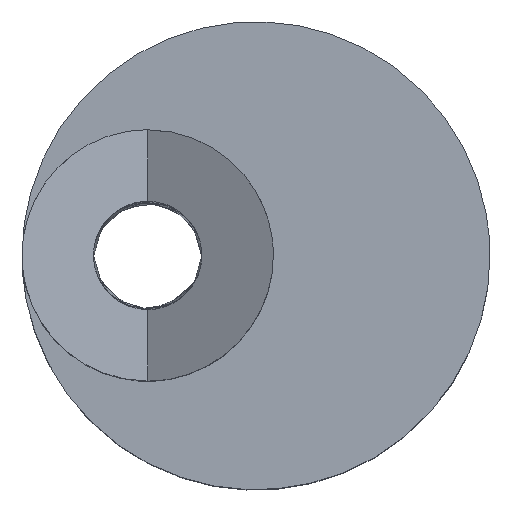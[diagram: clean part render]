
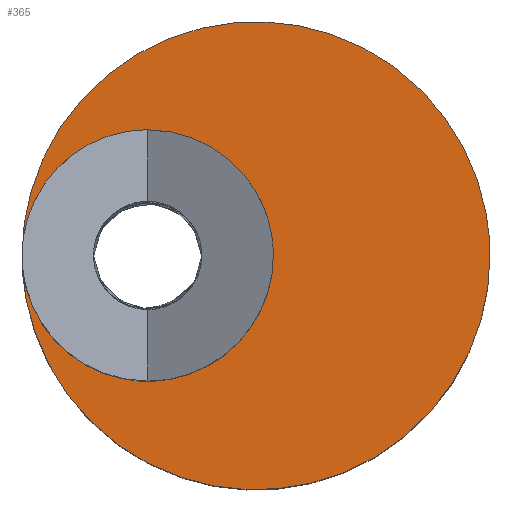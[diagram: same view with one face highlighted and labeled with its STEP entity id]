
A CAD part, top view. The second image highlights one B-rep face of the part: STEP entity #365.
In plain terms, the highlighted free-form (B-spline) face has degree [1, 1] with [2, 2] control points.
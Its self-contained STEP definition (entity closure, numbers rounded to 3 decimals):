
#21 = EDGE_CURVE('',#22,#24,#26,.T.);
#22 = VERTEX_POINT('',#23);
#23 = CARTESIAN_POINT('',(-2.83,0.,9.344));
#24 = VERTEX_POINT('',#25);
#25 = CARTESIAN_POINT('',(7.709,0.,
    9.344));
#26 = ( BOUNDED_CURVE() B_SPLINE_CURVE(2,(#27,#28,#29,#30,#31),
.UNSPECIFIED.,.F.,.F.) B_SPLINE_CURVE_WITH_KNOTS((3,2,3),(
    0.,1.571,3.142),
.PIECEWISE_BEZIER_KNOTS.) CURVE() GEOMETRIC_REPRESENTATION_ITEM() 
RATIONAL_B_SPLINE_CURVE((1.,0.707,1.,0.707,1.)) 
REPRESENTATION_ITEM('') );
#27 = CARTESIAN_POINT('',(-2.83,0.,
    9.344));
#28 = CARTESIAN_POINT('',(-2.83,5.27,9.344)
  );
#29 = CARTESIAN_POINT('',(2.44,5.27,9.344)
  );
#30 = CARTESIAN_POINT('',(7.709,5.27,9.344)
  );
#31 = CARTESIAN_POINT('',(7.709,0.,
    9.344));
#81 = VERTEX_POINT('',#82);
#82 = CARTESIAN_POINT('',(2.83,0.,
    9.344));
#87 = EDGE_CURVE('',#22,#81,#88,.T.);
#88 = ( BOUNDED_CURVE() B_SPLINE_CURVE(2,(#89,#90,#91,#92,#93),
.UNSPECIFIED.,.F.,.F.) B_SPLINE_CURVE_WITH_KNOTS((3,2,3),(
    0.,1.571,3.142),
.PIECEWISE_BEZIER_KNOTS.) CURVE() GEOMETRIC_REPRESENTATION_ITEM() 
RATIONAL_B_SPLINE_CURVE((1.,0.707,1.,0.707,1.)) 
REPRESENTATION_ITEM('') );
#89 = CARTESIAN_POINT('',(-2.83,0.,
    9.344));
#90 = CARTESIAN_POINT('',(-2.83,2.83,9.344)
  );
#91 = CARTESIAN_POINT('',(0.,2.83,
    9.344));
#92 = CARTESIAN_POINT('',(2.83,2.83,9.344));
#93 = CARTESIAN_POINT('',(2.83,0.,
    9.344));
#315 = EDGE_CURVE('',#81,#22,#316,.T.);
#316 = ( BOUNDED_CURVE() B_SPLINE_CURVE(2,(#317,#318,#319,#320,#321),
.UNSPECIFIED.,.F.,.F.) B_SPLINE_CURVE_WITH_KNOTS((3,2,3),(3.142,
4.712,6.283),.PIECEWISE_BEZIER_KNOTS.) CURVE() 
GEOMETRIC_REPRESENTATION_ITEM() RATIONAL_B_SPLINE_CURVE((1.,
0.707,1.,0.707,1.)) REPRESENTATION_ITEM('') );
#317 = CARTESIAN_POINT('',(2.83,0.,
    9.344));
#318 = CARTESIAN_POINT('',(2.83,-2.83,9.344)
  );
#319 = CARTESIAN_POINT('',(0.,-2.83,
    9.344));
#320 = CARTESIAN_POINT('',(-2.83,-2.83,
    9.344));
#321 = CARTESIAN_POINT('',(-2.83,0.,
    9.344));
#338 = EDGE_CURVE('',#24,#22,#339,.T.);
#339 = ( BOUNDED_CURVE() B_SPLINE_CURVE(2,(#340,#341,#342,#343,#344),
.UNSPECIFIED.,.F.,.F.) B_SPLINE_CURVE_WITH_KNOTS((3,2,3),(3.142,
4.712,6.283),.PIECEWISE_BEZIER_KNOTS.) CURVE() 
GEOMETRIC_REPRESENTATION_ITEM() RATIONAL_B_SPLINE_CURVE((1.,
0.707,1.,0.707,1.)) REPRESENTATION_ITEM('') );
#340 = CARTESIAN_POINT('',(7.709,0.,
    9.344));
#341 = CARTESIAN_POINT('',(7.709,-5.27,9.344
    ));
#342 = CARTESIAN_POINT('',(2.44,-5.27,9.344
    ));
#343 = CARTESIAN_POINT('',(-2.83,-5.27,
    9.344));
#344 = CARTESIAN_POINT('',(-2.83,0.,
    9.344));
#365 = ADVANCED_FACE('',(#366,#370),#374,.F.);
#366 = FACE_BOUND('',#367,.F.);
#367 = EDGE_LOOP('',(#368,#369));
#368 = ORIENTED_EDGE('',*,*,#338,.T.);
#369 = ORIENTED_EDGE('',*,*,#21,.T.);
#370 = FACE_BOUND('',#371,.F.);
#371 = EDGE_LOOP('',(#372,#373));
#372 = ORIENTED_EDGE('',*,*,#315,.F.);
#373 = ORIENTED_EDGE('',*,*,#87,.F.);
#374 = B_SPLINE_SURFACE_WITH_KNOTS('',1,1,(
    (#375,#376)
    ,(#377,#378
    )),.UNSPECIFIED.,.F.,.F.,.F.,(2,2),(2,2),(-5.4,5.4),(-5.4
    ,5.4),.PIECEWISE_BEZIER_KNOTS.);
#375 = CARTESIAN_POINT('',(7.709,-5.27,9.344
    ));
#376 = CARTESIAN_POINT('',(7.709,5.27,9.344)
  );
#377 = CARTESIAN_POINT('',(-2.83,-5.27,
    9.344));
#378 = CARTESIAN_POINT('',(-2.83,5.27,9.344
    ));
